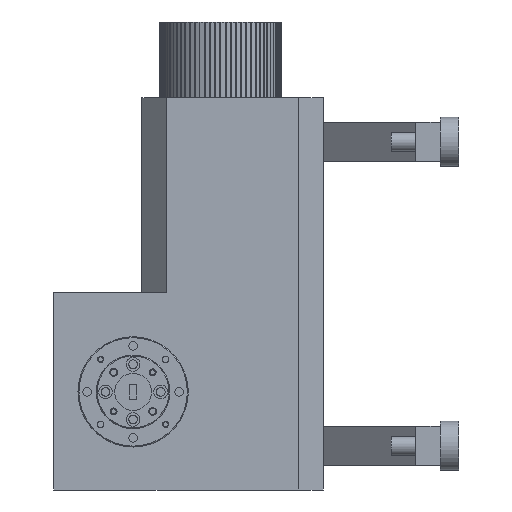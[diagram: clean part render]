
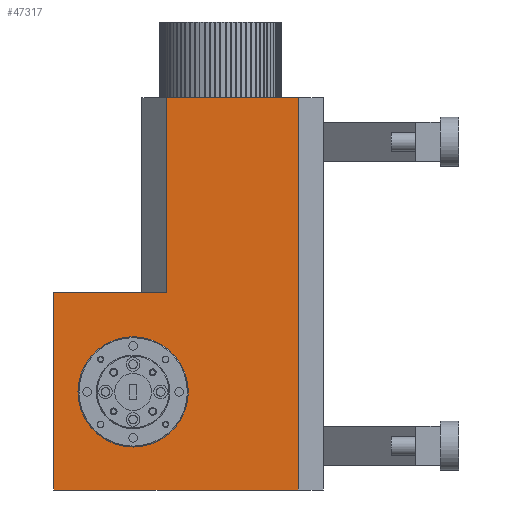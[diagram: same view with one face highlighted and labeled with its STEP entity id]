
A CAD part, left-side view. The second image highlights one B-rep face of the part: STEP entity #47317.
In plain terms, the highlighted planar face has unit normal (-1, 0, 0).
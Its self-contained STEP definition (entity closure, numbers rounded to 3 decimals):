
#3341 = DIRECTION ( 'NONE',  ( 1., 0., 0. ) ) ;
#3570 = CARTESIAN_POINT ( 'NONE',  ( -34.128, 10.898, 37.78 ) ) ;
#3878 = EDGE_CURVE ( 'NONE', #21294, #34243, #53134, .T. ) ;
#4025 = VERTEX_POINT ( 'NONE', #20667 ) ;
#5173 = EDGE_CURVE ( 'NONE', #4025, #10488, #8674, .T. ) ;
#7263 = AXIS2_PLACEMENT_3D ( 'NONE', #21306, #21090, #16594 ) ;
#7458 = VECTOR ( 'NONE', #56694, 1000. ) ;
#7665 = CARTESIAN_POINT ( 'NONE',  ( -34.128, -0.924, -12.766 ) ) ;
#8281 = PLANE ( 'NONE',  #55441 ) ;
#8674 = CIRCLE ( 'NONE', #22350, 14.288 ) ;
#10278 = CARTESIAN_POINT ( 'NONE',  ( -34.128, 62.46, -63.82 ) ) ;
#10488 = VERTEX_POINT ( 'NONE', #53355 ) ;
#10843 = LINE ( 'NONE', #26934, #43468 ) ;
#11731 = EDGE_LOOP ( 'NONE', ( #48153, #59929, #47038, #61925, #64838, #38833 ) ) ;
#12500 = LINE ( 'NONE', #7665, #55230 ) ;
#12962 = VERTEX_POINT ( 'NONE', #48791 ) ;
#13392 = CARTESIAN_POINT ( 'NONE',  ( -34.128, 62.46, -63.821 ) ) ;
#15620 = CARTESIAN_POINT ( 'NONE',  ( -34.128, 41.886, -38.42 ) ) ;
#15816 = LINE ( 'NONE', #36802, #29203 ) ;
#16594 = DIRECTION ( 'NONE',  ( 0., 0., -1. ) ) ;
#19192 = CARTESIAN_POINT ( 'NONE',  ( -34.128, 33.134, 37.78 ) ) ;
#20667 = CARTESIAN_POINT ( 'NONE',  ( -34.128, 41.886, -52.708 ) ) ;
#21090 = DIRECTION ( 'NONE',  ( -1., 0., 0. ) ) ;
#21294 = VERTEX_POINT ( 'NONE', #19192 ) ;
#21306 = CARTESIAN_POINT ( 'NONE',  ( -34.128, 41.886, -38.42 ) ) ;
#22350 = AXIS2_PLACEMENT_3D ( 'NONE', #15620, #64756, #37312 ) ;
#25983 = EDGE_CURVE ( 'NONE', #12962, #68695, #10843, .T. ) ;
#26096 = DIRECTION ( 'NONE',  ( 0., 1., 0. ) ) ;
#26934 = CARTESIAN_POINT ( 'NONE',  ( -34.128, 10.898, -12.766 ) ) ;
#29203 = VECTOR ( 'NONE', #26096, 1000. ) ;
#30103 = FACE_BOUND ( 'NONE', #59836, .T. ) ;
#30674 = DIRECTION ( 'NONE',  ( 0., 0., -1. ) ) ;
#31127 = EDGE_CURVE ( 'NONE', #67170, #34243, #12500, .T. ) ;
#31276 = DIRECTION ( 'NONE',  ( 0., 0., 1. ) ) ;
#31282 = EDGE_CURVE ( 'NONE', #67170, #55076, #15816, .T. ) ;
#34243 = VERTEX_POINT ( 'NONE', #65295 ) ;
#36802 = CARTESIAN_POINT ( 'NONE',  ( -34.128, 10.898, -63.82 ) ) ;
#37312 = DIRECTION ( 'NONE',  ( 0., 0., -1. ) ) ;
#38833 = ORIENTED_EDGE ( 'NONE', *, *, #3878, .F. ) ;
#40286 = EDGE_CURVE ( 'NONE', #10488, #4025, #57536, .T. ) ;
#41476 = ORIENTED_EDGE ( 'NONE', *, *, #40286, .F. ) ;
#43468 = VECTOR ( 'NONE', #54550, 1000. ) ;
#44834 = DIRECTION ( 'NONE',  ( 0., 0., 1. ) ) ;
#46295 = CARTESIAN_POINT ( 'NONE',  ( -34.128, 33.134, -12.766 ) ) ;
#47038 = ORIENTED_EDGE ( 'NONE', *, *, #48522, .F. ) ;
#47317 = ADVANCED_FACE ( 'NONE', ( #67028, #30103 ), #8281, .F. ) ;
#48153 = ORIENTED_EDGE ( 'NONE', *, *, #60880, .F. ) ;
#48522 = EDGE_CURVE ( 'NONE', #55076, #68695, #60248, .T. ) ;
#48791 = CARTESIAN_POINT ( 'NONE',  ( -34.128, 33.134, -12.766 ) ) ;
#51770 = ORIENTED_EDGE ( 'NONE', *, *, #5173, .F. ) ;
#53134 = LINE ( 'NONE', #3570, #64890 ) ;
#53355 = CARTESIAN_POINT ( 'NONE',  ( -34.128, 41.886, -24.133 ) ) ;
#54550 = DIRECTION ( 'NONE',  ( 0., 1., 0. ) ) ;
#55076 = VERTEX_POINT ( 'NONE', #10278 ) ;
#55230 = VECTOR ( 'NONE', #44834, 1000. ) ;
#55441 = AXIS2_PLACEMENT_3D ( 'NONE', #62342, #3341, #30674 ) ;
#56360 = CARTESIAN_POINT ( 'NONE',  ( -34.128, 62.46, -12.766 ) ) ;
#56448 = VECTOR ( 'NONE', #31276, 1000. ) ;
#56694 = DIRECTION ( 'NONE',  ( 0., 0., 1. ) ) ;
#57536 = CIRCLE ( 'NONE', #7263, 14.288 ) ;
#59836 = EDGE_LOOP ( 'NONE', ( #51770, #41476 ) ) ;
#59929 = ORIENTED_EDGE ( 'NONE', *, *, #25983, .T. ) ;
#60248 = LINE ( 'NONE', #13392, #7458 ) ;
#60880 = EDGE_CURVE ( 'NONE', #12962, #21294, #69030, .T. ) ;
#61667 = CARTESIAN_POINT ( 'NONE',  ( -34.128, -0.924, -63.82 ) ) ;
#61925 = ORIENTED_EDGE ( 'NONE', *, *, #31282, .F. ) ;
#62342 = CARTESIAN_POINT ( 'NONE',  ( -34.128, 10.898, -12.766 ) ) ;
#64756 = DIRECTION ( 'NONE',  ( -1., 0., 0. ) ) ;
#64838 = ORIENTED_EDGE ( 'NONE', *, *, #31127, .T. ) ;
#64890 = VECTOR ( 'NONE', #66786, 1000. ) ;
#65295 = CARTESIAN_POINT ( 'NONE',  ( -34.128, -0.924, 37.78 ) ) ;
#66786 = DIRECTION ( 'NONE',  ( 0., -1., 0. ) ) ;
#67028 = FACE_OUTER_BOUND ( 'NONE', #11731, .T. ) ;
#67170 = VERTEX_POINT ( 'NONE', #61667 ) ;
#68695 = VERTEX_POINT ( 'NONE', #56360 ) ;
#69030 = LINE ( 'NONE', #46295, #56448 ) ;
